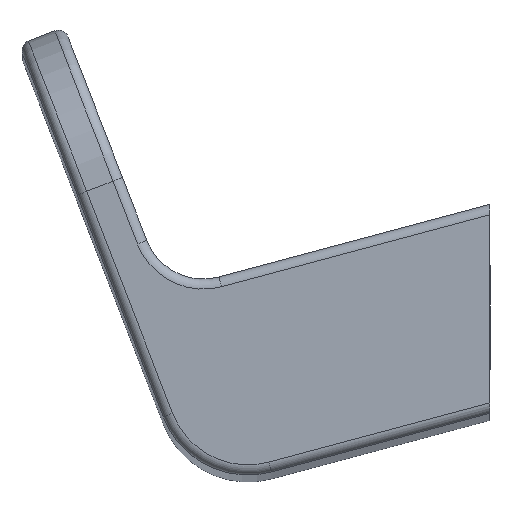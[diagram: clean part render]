
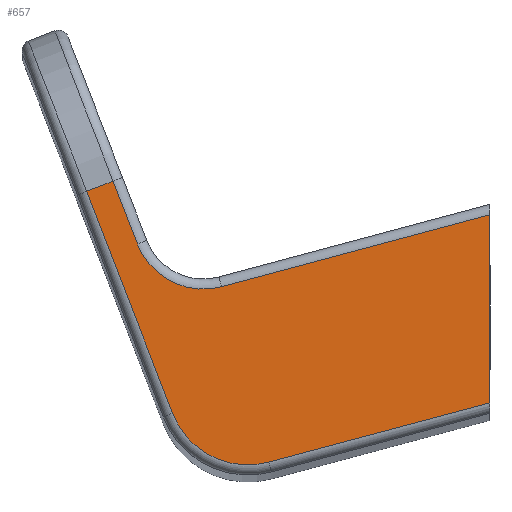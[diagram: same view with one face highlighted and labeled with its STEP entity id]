
A CAD part, top view. The second image highlights one B-rep face of the part: STEP entity #657.
In plain terms, the highlighted planar face has unit normal (0, 0, 1).
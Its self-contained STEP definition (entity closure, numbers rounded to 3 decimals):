
#25=PLANE('',#767);
#97=FACE_OUTER_BOUND('',#143,.T.);
#143=EDGE_LOOP('',(#593,#594,#595,#596,#597,#598,#599,#600));
#164=LINE('',#1092,#208);
#166=LINE('',#1104,#210);
#176=LINE('',#1154,#220);
#178=LINE('',#1166,#222);
#182=LINE('',#1173,#226);
#186=LINE('',#1179,#230);
#208=VECTOR('',#880,10.);
#210=VECTOR('',#894,10.);
#220=VECTOR('',#952,10.);
#222=VECTOR('',#966,10.);
#226=VECTOR('',#976,10.);
#230=VECTOR('',#984,10.);
#260=CIRCLE('',#727,3.5);
#275=CIRCLE('',#756,4.);
#305=VERTEX_POINT('',#1082);
#307=VERTEX_POINT('',#1088);
#309=VERTEX_POINT('',#1094);
#311=VERTEX_POINT('',#1100);
#326=VERTEX_POINT('',#1146);
#328=VERTEX_POINT('',#1152);
#330=VERTEX_POINT('',#1158);
#332=VERTEX_POINT('',#1164);
#378=EDGE_CURVE('',#305,#307,#164,.T.);
#381=EDGE_CURVE('',#307,#309,#260,.T.);
#384=EDGE_CURVE('',#309,#311,#166,.T.);
#408=EDGE_CURVE('',#328,#326,#176,.T.);
#411=EDGE_CURVE('',#330,#328,#275,.T.);
#414=EDGE_CURVE('',#332,#330,#178,.T.);
#418=EDGE_CURVE('',#332,#311,#182,.T.);
#422=EDGE_CURVE('',#326,#305,#186,.T.);
#593=ORIENTED_EDGE('',*,*,#378,.F.);
#594=ORIENTED_EDGE('',*,*,#422,.F.);
#595=ORIENTED_EDGE('',*,*,#408,.F.);
#596=ORIENTED_EDGE('',*,*,#411,.F.);
#597=ORIENTED_EDGE('',*,*,#414,.F.);
#598=ORIENTED_EDGE('',*,*,#418,.T.);
#599=ORIENTED_EDGE('',*,*,#384,.F.);
#600=ORIENTED_EDGE('',*,*,#381,.F.);
#657=ADVANCED_FACE('',(#97),#25,.T.);
#727=AXIS2_PLACEMENT_3D('',#1098,#887,#888);
#756=AXIS2_PLACEMENT_3D('',#1160,#958,#959);
#767=AXIS2_PLACEMENT_3D('',#1184,#991,#992);
#880=DIRECTION('',(0.361,-0.933,0.));
#887=DIRECTION('center_axis',(0.,0.,1.));
#888=DIRECTION('ref_axis',(-0.453,-0.892,0.));
#894=DIRECTION('',(0.966,0.259,0.));
#952=DIRECTION('',(-0.361,0.933,0.));
#958=DIRECTION('center_axis',(0.,0.,-1.));
#959=DIRECTION('ref_axis',(-0.453,-0.892,0.));
#966=DIRECTION('',(-0.966,-0.259,0.));
#976=DIRECTION('',(0.,1.,0.));
#984=DIRECTION('',(0.933,0.361,0.));
#991=DIRECTION('center_axis',(0.,0.,1.));
#992=DIRECTION('ref_axis',(1.,0.,0.));
#1082=CARTESIAN_POINT('',(-18.671,9.65,200.));
#1088=CARTESIAN_POINT('',(-17.467,6.537,200.));
#1092=CARTESIAN_POINT('',(-16.903,5.082,200.));
#1094=CARTESIAN_POINT('',(-13.296,4.42,200.));
#1098=CARTESIAN_POINT('Origin',(-14.202,7.8,200.));
#1100=CARTESIAN_POINT('',(0.,7.982,200.));
#1104=CARTESIAN_POINT('',(-5.914,6.398,200.));
#1146=CARTESIAN_POINT('',(-19.976,9.145,200.));
#1152=CARTESIAN_POINT('',(-15.723,-1.851,200.));
#1154=CARTESIAN_POINT('',(-20.255,9.864,200.));
#1158=CARTESIAN_POINT('',(-10.957,-4.271,200.));
#1160=CARTESIAN_POINT('Origin',(-11.992,-0.407,200.));
#1164=CARTESIAN_POINT('',(0.,-1.335,200.));
#1166=CARTESIAN_POINT('',(-10.292,-4.093,200.));
#1173=CARTESIAN_POINT('',(0.,-1.853,200.));
#1179=CARTESIAN_POINT('',(-16.312,10.563,200.));
#1184=CARTESIAN_POINT('Origin',(-12.089,5.271,200.));
